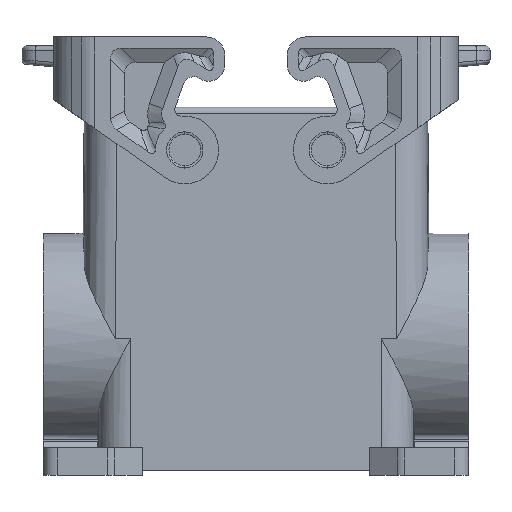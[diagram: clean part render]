
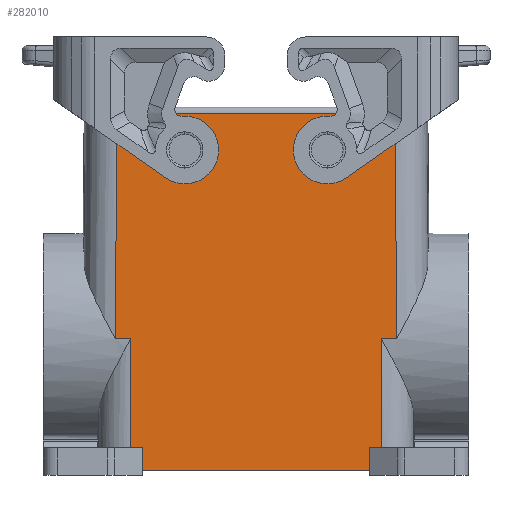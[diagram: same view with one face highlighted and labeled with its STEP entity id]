
A CAD part, front view. The second image highlights one B-rep face of the part: STEP entity #282010.
In plain terms, the highlighted face is planar.
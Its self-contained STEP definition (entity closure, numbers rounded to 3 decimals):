
#6610=CARTESIAN_POINT('',(-57.393,-26.195,
23.435));
#6620=VERTEX_POINT('',#6610);
#6650=CARTESIAN_POINT('',(-67.054,-26.195,
23.435));
#6660=DIRECTION('',(-1.,0.,0.));
#6670=VECTOR('',#6660,1.);
#6680=LINE('',#6650,#6670);
#6690=CARTESIAN_POINT('',(-53.903,-26.195,
23.435));
#6700=VERTEX_POINT('',#6690);
#6710=EDGE_CURVE('',#6700,#6620,#6680,.T.);
#9860=CARTESIAN_POINT('',(1.41,-26.195,
23.435));
#9870=VERTEX_POINT('',#9860);
#9920=CARTESIAN_POINT('',(1.321,-26.195,
23.435));
#9930=DIRECTION('',(1.,0.,0.));
#9940=VECTOR('',#9930,1.);
#9950=LINE('',#9920,#9940);
#9960=CARTESIAN_POINT('',(4.9,-26.195,
23.435));
#9970=VERTEX_POINT('',#9960);
#9980=EDGE_CURVE('',#9870,#9970,#9950,.T.);
#19520=CARTESIAN_POINT('',(1.615,-50.4,23.646))
;
#19530=VERTEX_POINT('',#19520);
#19560=CARTESIAN_POINT('',(1.615,-50.4,
23.646));
#19570=CARTESIAN_POINT('',(1.547,-42.331,
23.575));
#19580=CARTESIAN_POINT('',(1.479,-34.263,
23.505));
#19590=CARTESIAN_POINT('',(1.41,-26.195,
23.435));
#19600=B_SPLINE_CURVE_WITH_KNOTS('',3,(#19560,#19570,#19580,#19590),
.UNSPECIFIED.,.F.,.F.,(4,4),(0.,24.206),.UNSPECIFIED.);
#19610=EDGE_CURVE('',#19530,#9870,#19600,.T.);
#27720=CARTESIAN_POINT('',(-56.966,23.6,23.)
);
#27730=VERTEX_POINT('',#27720);
#28390=CARTESIAN_POINT('',(4.473,23.6,23.))
;
#28400=VERTEX_POINT('',#28390);
#28430=CARTESIAN_POINT('',(0.,23.6,23.));
#28440=DIRECTION('',(1.,0.,0.));
#28450=VECTOR('',#28440,1.);
#28460=LINE('',#28430,#28450);
#28470=EDGE_CURVE('',#27730,#28400,#28460,.T.);
#28980=CARTESIAN_POINT('',(0.,-50.4,23.646));
#28990=DIRECTION('',(1.,0.,0.));
#29000=VECTOR('',#28990,1.);
#29010=LINE('',#28980,#29000);
#29020=CARTESIAN_POINT('',(-1.097,-50.4,23.646)
);
#29030=VERTEX_POINT('',#29020);
#29040=EDGE_CURVE('',#29030,#19530,#29010,.T.);
#30000=CARTESIAN_POINT('',(-1.097,-55.4,23.689
));
#30010=VERTEX_POINT('',#30000);
#30040=CARTESIAN_POINT('',(-1.097,0.,23.206));
#30050=DIRECTION('',(0.,1.,
-0.009));
#30060=VECTOR('',#30050,1.);
#30070=LINE('',#30040,#30060);
#30080=EDGE_CURVE('',#30010,#29030,#30070,.T.);
#31340=CARTESIAN_POINT('',(-45.497,15.5,
23.071));
#31350=VERTEX_POINT('',#31340);
#31530=CARTESIAN_POINT('',(-38.497,15.5,
23.071));
#31540=VERTEX_POINT('',#31530);
#31570=CARTESIAN_POINT('',(-41.997,15.5,
23.071));
#31580=DIRECTION('',(0.,0.009,
1.));
#31590=DIRECTION('',(0.,1.,
-0.009));
#31600=AXIS2_PLACEMENT_3D('',#31570,#31580,#31590);
#31610=ELLIPSE('',#31600,3.5,3.5);
#31620=EDGE_CURVE('',#31350,#31540,#31610,.T.);
#88910=EDGE_CURVE('',#31540,#31350,#31610,.T.);
#93520=CARTESIAN_POINT('',(-51.397,-55.4,23.689)
);
#93530=VERTEX_POINT('',#93520);
#93560=CARTESIAN_POINT('',(0.,-55.4,23.689));
#93570=DIRECTION('',(-1.,0.,0.));
#93580=VECTOR('',#93570,1.);
#93590=LINE('',#93560,#93580);
#93600=EDGE_CURVE('',#30010,#93530,#93590,.T.);
#95200=CARTESIAN_POINT('',(4.675,0.061,
23.205));
#95210=DIRECTION('',(0.009,-1.,
0.009));
#95220=VECTOR('',#95210,1.);
#95230=LINE('',#95200,#95220);
#95240=EDGE_CURVE('',#28400,#9970,#95230,.T.);
#235760=CARTESIAN_POINT('',(-6.997,15.5,
23.071));
#235770=VERTEX_POINT('',#235760);
#235950=CARTESIAN_POINT('',(-13.997,15.5,
23.071));
#235960=VERTEX_POINT('',#235950);
#235990=CARTESIAN_POINT('',(-10.497,15.5,
23.071));
#236000=DIRECTION('',(0.,0.009,
1.));
#236010=DIRECTION('',(0.,1.,
-0.009));
#236020=AXIS2_PLACEMENT_3D('',#235990,#236000,#236010);
#236030=ELLIPSE('',#236020,3.5,3.5);
#236040=EDGE_CURVE('',#235770,#235960,#236030,.T.);
#236170=CARTESIAN_POINT('',(-57.168,0.061,
23.205));
#236180=DIRECTION('',(-0.009,-1.,
0.009));
#236190=VECTOR('',#236180,1.);
#236200=LINE('',#236170,#236190);
#236210=EDGE_CURVE('',#27730,#6620,#236200,.T.);
#254810=EDGE_CURVE('',#235960,#235770,#236030,.T.);
#255920=CARTESIAN_POINT('',(-54.108,-50.339,
23.645));
#255930=DIRECTION('',(-0.009,-1.,
0.009));
#255940=VECTOR('',#255930,1.);
#255950=LINE('',#255920,#255940);
#255960=CARTESIAN_POINT('',(-54.109,-50.4,
23.646));
#255970=VERTEX_POINT('',#255960);
#255980=EDGE_CURVE('',#6700,#255970,#255950,.T.);
#281180=CARTESIAN_POINT('',(-51.397,-50.4,23.646
));
#281190=VERTEX_POINT('',#281180);
#281300=CARTESIAN_POINT('',(0.,-50.4,23.646));
#281310=DIRECTION('',(1.,0.,0.));
#281320=VECTOR('',#281310,1.);
#281330=LINE('',#281300,#281320);
#281340=EDGE_CURVE('',#255970,#281190,#281330,.T.);
#281560=CARTESIAN_POINT('',(-51.397,0.,23.206));
#281570=DIRECTION('',(0.,1.,
-0.009));
#281580=VECTOR('',#281570,1.);
#281590=LINE('',#281560,#281580);
#281600=EDGE_CURVE('',#93530,#281190,#281590,.T.);
#281740=CARTESIAN_POINT('',(-74.247,1.601,
23.192));
#281750=DIRECTION('',(0.,0.009,
1.));
#281760=DIRECTION('',(1.,0.,0.));
#281770=AXIS2_PLACEMENT_3D('',#281740,#281750,#281760);
#281780=PLANE('',#281770);
#281790=ORIENTED_EDGE('',*,*,#254810,.F.);
#281800=ORIENTED_EDGE('',*,*,#236040,.F.);
#281810=EDGE_LOOP('',(#281800,#281790));
#281820=FACE_BOUND('',#281810,.T.);
#281830=ORIENTED_EDGE('',*,*,#88910,.F.);
#281840=ORIENTED_EDGE('',*,*,#31620,.F.);
#281850=EDGE_LOOP('',(#281840,#281830));
#281860=FACE_BOUND('',#281850,.T.);
#281870=ORIENTED_EDGE('',*,*,#281340,.T.);
#281880=ORIENTED_EDGE('',*,*,#255980,.T.);
#281890=ORIENTED_EDGE('',*,*,#6710,.F.);
#281900=ORIENTED_EDGE('',*,*,#236210,.T.);
#281910=ORIENTED_EDGE('',*,*,#28470,.F.);
#281920=ORIENTED_EDGE('',*,*,#95240,.F.);
#281930=ORIENTED_EDGE('',*,*,#9980,.T.);
#281940=ORIENTED_EDGE('',*,*,#19610,.T.);
#281950=ORIENTED_EDGE('',*,*,#29040,.T.);
#281960=ORIENTED_EDGE('',*,*,#30080,.T.);
#281970=ORIENTED_EDGE('',*,*,#93600,.F.);
#281980=ORIENTED_EDGE('',*,*,#281600,.F.);
#281990=EDGE_LOOP('',(#281980,#281970,#281960,#281950,#281940,#281930,
#281920,#281910,#281900,#281890,#281880,#281870));
#282000=FACE_OUTER_BOUND('',#281990,.T.);
#282010=ADVANCED_FACE('',(#281820,#281860,#282000),#281780,.T.);
